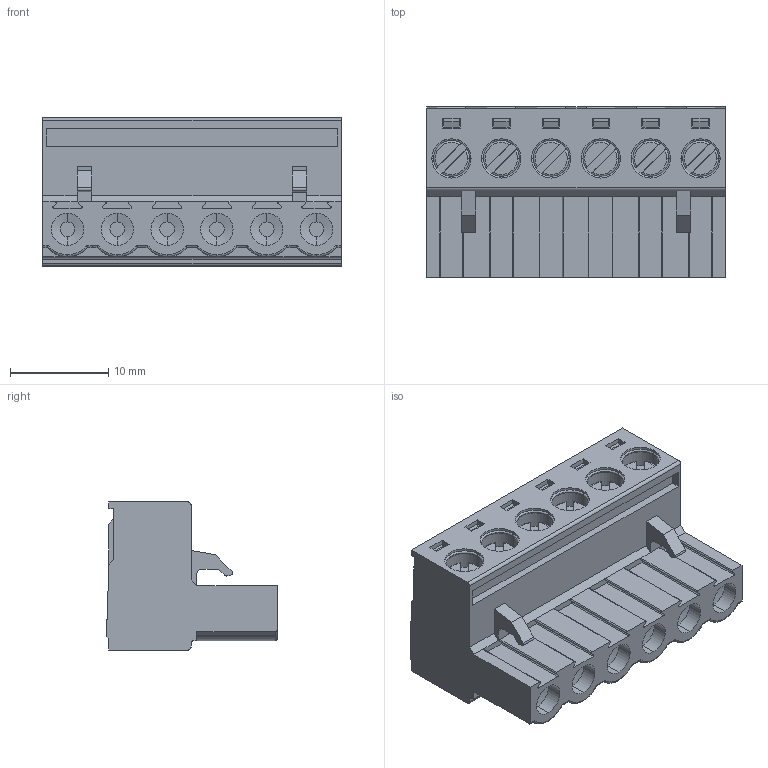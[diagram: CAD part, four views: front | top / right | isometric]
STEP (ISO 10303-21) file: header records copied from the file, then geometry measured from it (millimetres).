
FILE_DESCRIPTION (( 'STEP AP214' ), '1' );
FILE_NAME ('2EDGK-5.08-06P-14-00AH.STEP', '2021-02-16T20:12:49', ( '' ), ( '' ), 'SwSTEP 2.0', 'SolidWorks 2020', '' );
FILE_SCHEMA (( 'AUTOMOTIVE_DESIGN' ));
Length unit declared in the file: millimetre
Products named in the file (1): 2EDGK-5.08-06P-14-00AH
Bounding box: 30.48 x 17.4 x 15.1 mm (x, y, z)
Volume: 4351.9 mm3; surface area: 4053.4 mm2
Topology: 1 solids, 1 shells, 876 faces, 2238 edges, 1448 vertices
Faces by surface type: plane 547, bspline 137, cylinder 114, torus 54, cone 24
Entity records: 38319 total; most frequent: CARTESIAN_POINT 13084, ORIENTED_EDGE 4476, DIRECTION 3677, EDGE_CURVE 2238, LINE 1539, VECTOR 1539, VERTEX_POINT 1448, AXIS2_PLACEMENT_3D 1069
